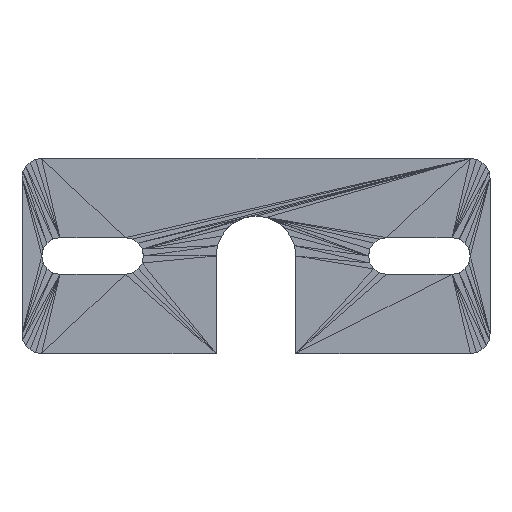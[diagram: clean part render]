
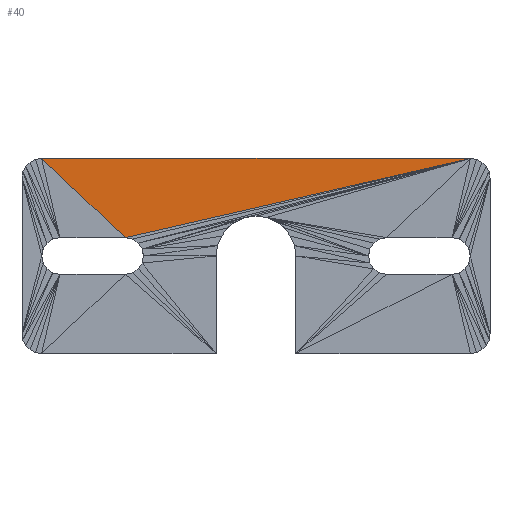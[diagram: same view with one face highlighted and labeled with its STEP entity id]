
A CAD part, top view. The second image highlights one B-rep face of the part: STEP entity #40.
In plain terms, the highlighted planar face has unit normal (0, 0, 1).
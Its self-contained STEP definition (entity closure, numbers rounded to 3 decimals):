
#40 = ADVANCED_FACE ( 'NONE', ( #3470 ), #3129, .T. ) ;
#113 = CARTESIAN_POINT ( 'NONE',  ( 68.6, 29.85, 4.763 ) ) ;
#875 = AXIS2_PLACEMENT_3D ( 'NONE', #3154, #3121, #3114 ) ;
#1019 = ORIENTED_EDGE ( 'NONE', *, *, #1504, .T. ) ;
#1095 = CARTESIAN_POINT ( 'NONE',  ( 3., 29.85, 4.763 ) ) ;
#1504 = EDGE_CURVE ( 'NONE', #5144, #1757, #3746, .T. ) ;
#1562 = DIRECTION ( 'NONE',  ( -1., 0., 0. ) ) ;
#1757 = VERTEX_POINT ( 'NONE', #5523 ) ;
#1935 = LINE ( 'NONE', #4365, #5380 ) ;
#2086 = EDGE_CURVE ( 'NONE', #3822, #5144, #1935, .T. ) ;
#2255 = EDGE_CURVE ( 'NONE', #3822, #1757, #3600, .T. ) ;
#2335 = VECTOR ( 'NONE', #5556, 1000. ) ;
#3114 = DIRECTION ( 'NONE',  ( 1., 0., 0. ) ) ;
#3121 = DIRECTION ( 'NONE',  ( 0., 0., 1. ) ) ;
#3129 = PLANE ( 'NONE',  #875 ) ;
#3154 = CARTESIAN_POINT ( 'NONE',  ( 0., 0., 4.763 ) ) ;
#3470 = FACE_OUTER_BOUND ( 'NONE', #5819, .T. ) ;
#3553 = DIRECTION ( 'NONE',  ( 0.726, -0.688, 0. ) ) ;
#3600 = LINE ( 'NONE', #4302, #2335 ) ;
#3746 = LINE ( 'NONE', #1095, #5591 ) ;
#3822 = VERTEX_POINT ( 'NONE', #113 ) ;
#4302 = CARTESIAN_POINT ( 'NONE',  ( 68.6, 29.85, 4.763 ) ) ;
#4365 = CARTESIAN_POINT ( 'NONE',  ( 68.6, 29.85, 4.763 ) ) ;
#4491 = CARTESIAN_POINT ( 'NONE',  ( 3., 29.85, 4.763 ) ) ;
#4654 = ORIENTED_EDGE ( 'NONE', *, *, #2255, .F. ) ;
#5144 = VERTEX_POINT ( 'NONE', #4491 ) ;
#5310 = ORIENTED_EDGE ( 'NONE', *, *, #2086, .T. ) ;
#5380 = VECTOR ( 'NONE', #1562, 1000. ) ;
#5523 = CARTESIAN_POINT ( 'NONE',  ( 15.8, 17.725, 4.763 ) ) ;
#5556 = DIRECTION ( 'NONE',  ( -0.975, -0.224, 0. ) ) ;
#5591 = VECTOR ( 'NONE', #3553, 1000. ) ;
#5819 = EDGE_LOOP ( 'NONE', ( #1019, #4654, #5310 ) ) ;
